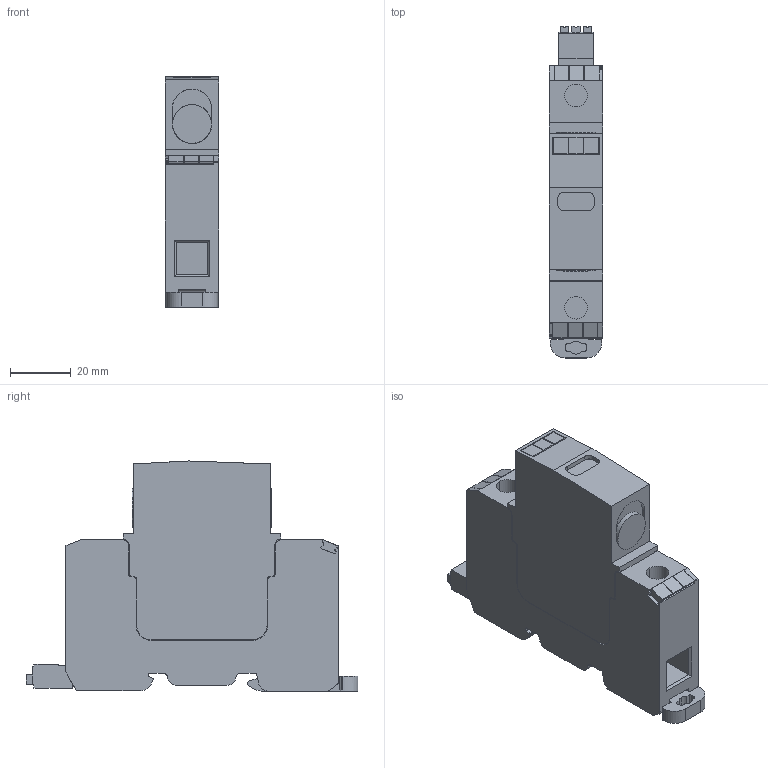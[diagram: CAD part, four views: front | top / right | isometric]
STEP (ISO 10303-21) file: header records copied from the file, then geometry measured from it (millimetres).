
FILE_DESCRIPTION(('CATIA V5 STEP Exchange','CAx-IF Rec.Pracs.--- Model Styling and Organization---1.4--- 2014-01-23'),'2;1');
FILE_NAME ('6946297_6', '2018-12-17T11:51:02+00:00', ('none'), ('Weidmueller'), 'CATIA Version 5-6 Release 2016 SP3 HF44', 'CATIA V5 STEP AP214', 'none');
FILE_SCHEMA(('AUTOMOTIVE_DESIGN { 1 0 10303 214 1 1 1 1 }'));
Length unit declared in the file: millimetre
Products named in the file (1): S3D_VPU_I_II_1_R_XXX
Bounding box: 17.8 x 109.5 x 75.9 mm (x, y, z)
Volume: 94009 mm3; surface area: 30074.3 mm2
Topology: 13 solids, 13 shells, 612 faces, 1686 edges, 1124 vertices
Faces by surface type: plane 460, cylinder 138, extrusion 8, cone 6
Entity records: 20401 total; most frequent: CARTESIAN_POINT 4390, ORIENTED_EDGE 3372, DIRECTION 2766, EDGE_CURVE 1686, VECTOR 1346, LINE 1338, VERTEX_POINT 1124, AXIS2_PLACEMENT_3D 838
